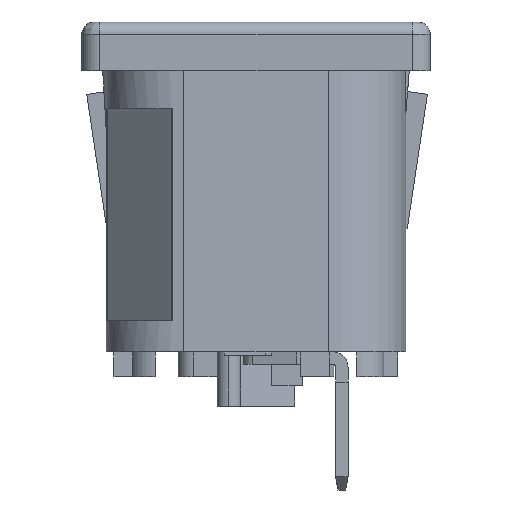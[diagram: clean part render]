
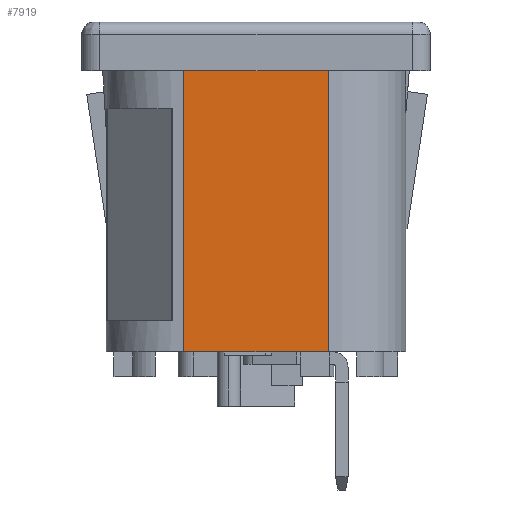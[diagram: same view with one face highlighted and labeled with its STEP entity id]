
A CAD part, left-side view. The second image highlights one B-rep face of the part: STEP entity #7919.
In plain terms, the highlighted planar face has unit normal (-1, 0, 0).
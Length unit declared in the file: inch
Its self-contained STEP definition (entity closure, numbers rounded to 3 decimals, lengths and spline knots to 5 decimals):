
#272 = LINE ( 'NONE', #10223, #2010 ) ;
#593 = ORIENTED_EDGE ( 'NONE', *, *, #4914, .F. ) ;
#799 = CARTESIAN_POINT ( 'NONE',  ( -0.52992, -0.18366, -0.83858 ) ) ;
#1041 = VECTOR ( 'NONE', #4259, 39.37008 ) ;
#1044 = CARTESIAN_POINT ( 'NONE',  ( -0.52992, -0.18366, -0.83858 ) ) ;
#1065 = FACE_OUTER_BOUND ( 'NONE', #3085, .T. ) ;
#1144 = CARTESIAN_POINT ( 'NONE',  ( -0.52992, -0.18366, -0.12402 ) ) ;
#1231 = DIRECTION ( 'NONE',  ( 0., 1., 0. ) ) ;
#1533 = LINE ( 'NONE', #8659, #1041 ) ;
#2010 = VECTOR ( 'NONE', #11318, 39.37008 ) ;
#2846 = LINE ( 'NONE', #1144, #5487 ) ;
#2873 = LINE ( 'NONE', #1044, #7582 ) ;
#2904 = DIRECTION ( 'NONE',  ( 0., 0., -1. ) ) ;
#3085 = EDGE_LOOP ( 'NONE', ( #9528, #593, #9511, #5400 ) ) ;
#3122 = CARTESIAN_POINT ( 'NONE',  ( -0.52992, 0.18366, -0.83858 ) ) ;
#3259 = CARTESIAN_POINT ( 'NONE',  ( -0.52992, -0.18366, -0.12402 ) ) ;
#3755 = CARTESIAN_POINT ( 'NONE',  ( -0.52992, 0.18366, -0.12402 ) ) ;
#4259 = DIRECTION ( 'NONE',  ( 0., 1., 0. ) ) ;
#4914 = EDGE_CURVE ( 'NONE', #5167, #9613, #2873, .T. ) ;
#5167 = VERTEX_POINT ( 'NONE', #799 ) ;
#5400 = ORIENTED_EDGE ( 'NONE', *, *, #6148, .T. ) ;
#5487 = VECTOR ( 'NONE', #2904, 39.37008 ) ;
#5592 = PLANE ( 'NONE',  #6262 ) ;
#6010 = EDGE_CURVE ( 'NONE', #11270, #9613, #272, .T. ) ;
#6148 = EDGE_CURVE ( 'NONE', #10435, #11270, #1533, .T. ) ;
#6262 = AXIS2_PLACEMENT_3D ( 'NONE', #8365, #8432, #7467 ) ;
#6799 = EDGE_CURVE ( 'NONE', #10435, #5167, #2846, .T. ) ;
#7467 = DIRECTION ( 'NONE',  ( 0., 0., 1. ) ) ;
#7582 = VECTOR ( 'NONE', #1231, 39.37008 ) ;
#7919 = ADVANCED_FACE ( 'NONE', ( #1065 ), #5592, .T. ) ;
#8365 = CARTESIAN_POINT ( 'NONE',  ( -0.52992, -0.18366, 0. ) ) ;
#8432 = DIRECTION ( 'NONE',  ( -1., 0., 0. ) ) ;
#8659 = CARTESIAN_POINT ( 'NONE',  ( -0.52992, -0.18366, -0.12402 ) ) ;
#9511 = ORIENTED_EDGE ( 'NONE', *, *, #6799, .F. ) ;
#9528 = ORIENTED_EDGE ( 'NONE', *, *, #6010, .T. ) ;
#9613 = VERTEX_POINT ( 'NONE', #3122 ) ;
#10223 = CARTESIAN_POINT ( 'NONE',  ( -0.52992, 0.18366, -0.12402 ) ) ;
#10435 = VERTEX_POINT ( 'NONE', #3259 ) ;
#11270 = VERTEX_POINT ( 'NONE', #3755 ) ;
#11318 = DIRECTION ( 'NONE',  ( 0., 0., -1. ) ) ;
